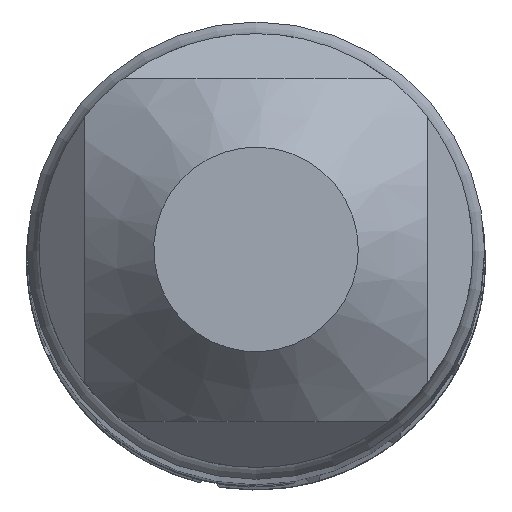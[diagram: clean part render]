
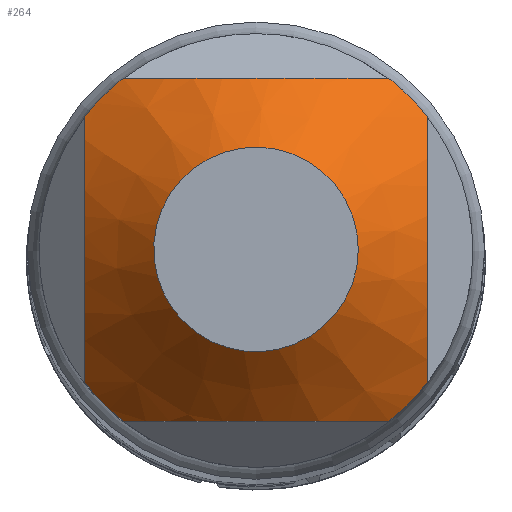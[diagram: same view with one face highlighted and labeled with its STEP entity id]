
A CAD part, top view. The second image highlights one B-rep face of the part: STEP entity #264.
In plain terms, the highlighted conical face has half-angle 45 degrees and reference radius 1000 mm.
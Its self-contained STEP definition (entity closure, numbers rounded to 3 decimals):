
#156=CONICAL_SURFACE('',#3263,1000.,45.);
#245=FACE_BOUND('',#630,.T.);
#246=FACE_BOUND('',#631,.T.);
#264=ADVANCED_FACE('NONE',(#245,#246),#156,.T.);
#630=EDGE_LOOP('',(#821,#822,#823,#824,#825,#826,#827,#828));
#631=EDGE_LOOP('',(#829));
#821=ORIENTED_EDGE('',*,*,#2200,.F.);
#822=ORIENTED_EDGE('',*,*,#2201,.T.);
#823=ORIENTED_EDGE('',*,*,#2202,.F.);
#824=ORIENTED_EDGE('',*,*,#2203,.T.);
#825=ORIENTED_EDGE('',*,*,#2204,.F.);
#826=ORIENTED_EDGE('',*,*,#2205,.T.);
#827=ORIENTED_EDGE('',*,*,#2206,.F.);
#828=ORIENTED_EDGE('',*,*,#2207,.T.);
#829=ORIENTED_EDGE('',*,*,#2199,.T.);
#1852=VERTEX_POINT('',#3842);
#1853=VERTEX_POINT('',#3857);
#1854=VERTEX_POINT('',#3858);
#1855=VERTEX_POINT('',#3860);
#1856=VERTEX_POINT('',#3874);
#1857=VERTEX_POINT('',#3876);
#1858=VERTEX_POINT('',#3890);
#1859=VERTEX_POINT('',#3892);
#1860=VERTEX_POINT('',#3906);
#2199=EDGE_CURVE('NONE',#1852,#1852,#2715,.T.);
#2200=EDGE_CURVE('NONE',#1853,#1854,#2743,.T.);
#2201=EDGE_CURVE('NONE',#1853,#1855,#2716,.T.);
#2202=EDGE_CURVE('NONE',#1856,#1855,#2744,.T.);
#2203=EDGE_CURVE('NONE',#1856,#1857,#2717,.T.);
#2204=EDGE_CURVE('NONE',#1858,#1857,#2745,.T.);
#2205=EDGE_CURVE('NONE',#1858,#1859,#2718,.T.);
#2206=EDGE_CURVE('NONE',#1860,#1859,#2746,.T.);
#2207=EDGE_CURVE('NONE',#1860,#1854,#2719,.T.);
#2715=CIRCLE('',#3257,1.25);
#2716=CIRCLE('',#3259,2.65);
#2717=CIRCLE('',#3260,2.65);
#2718=CIRCLE('',#3261,2.65);
#2719=CIRCLE('',#3262,2.65);
#2743=B_SPLINE_CURVE_WITH_KNOTS('',3,(#3844,#3845,#3846,#3847,#3848,#3849,
#3850,#3851,#3852,#3853,#3854,#3855,#3856),.UNSPECIFIED.,.F.,.F.,(4,3,3,
3,4),(0.,0.322,0.541,0.759,1.),
 .UNSPECIFIED.);
#2744=B_SPLINE_CURVE_WITH_KNOTS('',3,(#3861,#3862,#3863,#3864,#3865,#3866,
#3867,#3868,#3869,#3870,#3871,#3872,#3873),.UNSPECIFIED.,.F.,.F.,(4,3,3,
3,4),(0.,0.322,0.541,0.759,1.),
 .UNSPECIFIED.);
#2745=B_SPLINE_CURVE_WITH_KNOTS('',3,(#3877,#3878,#3879,#3880,#3881,#3882,
#3883,#3884,#3885,#3886,#3887,#3888,#3889),.UNSPECIFIED.,.F.,.F.,(4,3,3,
3,4),(0.,0.322,0.541,0.759,1.),
 .UNSPECIFIED.);
#2746=B_SPLINE_CURVE_WITH_KNOTS('',3,(#3893,#3894,#3895,#3896,#3897,#3898,
#3899,#3900,#3901,#3902,#3903,#3904,#3905),.UNSPECIFIED.,.F.,.F.,(4,3,3,
3,4),(0.,0.322,0.541,0.759,1.),
 .UNSPECIFIED.);
#3257=AXIS2_PLACEMENT_3D('',#3841,#3448,#3449);
#3259=AXIS2_PLACEMENT_3D('',#3859,#3452,#3453);
#3260=AXIS2_PLACEMENT_3D('',#3875,#3454,#3455);
#3261=AXIS2_PLACEMENT_3D('',#3891,#3456,#3457);
#3262=AXIS2_PLACEMENT_3D('',#3907,#3458,#3459);
#3263=AXIS2_PLACEMENT_3D('',#3908,#3460,#3461);
#3448=DIRECTION('',(0.,0.,-1.));
#3449=DIRECTION('',(1.,0.,0.));
#3452=DIRECTION('',(0.,0.,1.));
#3453=DIRECTION('',(0.,1.,0.));
#3454=DIRECTION('',(0.,0.,1.));
#3455=DIRECTION('',(0.,1.,0.));
#3456=DIRECTION('',(0.,0.,1.));
#3457=DIRECTION('',(0.,1.,0.));
#3458=DIRECTION('',(0.,0.,1.));
#3459=DIRECTION('',(0.,1.,0.));
#3460=DIRECTION('',(0.,0.,-1.));
#3461=DIRECTION('',(0.,1.,0.));
#3841=CARTESIAN_POINT('',(0.,0.,0.));
#3842=CARTESIAN_POINT('',(1.25,0.,0.));
#3844=CARTESIAN_POINT('',(1.622,-2.096,-1.4));
#3845=CARTESIAN_POINT('',(1.306,-2.096,-1.206));
#3846=CARTESIAN_POINT('',(0.969,-2.096,-1.033));
#3847=CARTESIAN_POINT('',(0.612,-2.096,-0.933));
#3848=CARTESIAN_POINT('',(0.37,-2.096,-0.865));
#3849=CARTESIAN_POINT('',(0.113,-2.096,-0.834));
#3850=CARTESIAN_POINT('',(-0.138,-2.096,-0.85));
#3851=CARTESIAN_POINT('',(-0.389,-2.096,-0.867));
#3852=CARTESIAN_POINT('',(-0.638,-2.096,-0.93));
#3853=CARTESIAN_POINT('',(-0.873,-2.096,-1.02));
#3854=CARTESIAN_POINT('',(-1.134,-2.096,-1.121));
#3855=CARTESIAN_POINT('',(-1.383,-2.096,-1.254));
#3856=CARTESIAN_POINT('',(-1.622,-2.096,-1.4));
#3857=CARTESIAN_POINT('',(1.622,-2.096,-1.4));
#3858=CARTESIAN_POINT('',(-1.622,-2.096,-1.4));
#3859=CARTESIAN_POINT('',(0.,0.,-1.4));
#3860=CARTESIAN_POINT('',(2.096,-1.622,-1.4));
#3861=CARTESIAN_POINT('',(2.096,1.622,-1.4));
#3862=CARTESIAN_POINT('',(2.096,1.306,-1.206));
#3863=CARTESIAN_POINT('',(2.096,0.969,-1.033));
#3864=CARTESIAN_POINT('',(2.096,0.612,-0.933));
#3865=CARTESIAN_POINT('',(2.096,0.37,-0.865));
#3866=CARTESIAN_POINT('',(2.096,0.113,-0.834));
#3867=CARTESIAN_POINT('',(2.096,-0.138,-0.85));
#3868=CARTESIAN_POINT('',(2.096,-0.389,-0.867));
#3869=CARTESIAN_POINT('',(2.096,-0.638,-0.93));
#3870=CARTESIAN_POINT('',(2.096,-0.873,-1.02));
#3871=CARTESIAN_POINT('',(2.096,-1.134,-1.121));
#3872=CARTESIAN_POINT('',(2.096,-1.383,-1.254));
#3873=CARTESIAN_POINT('',(2.096,-1.622,-1.4));
#3874=CARTESIAN_POINT('',(2.096,1.622,-1.4));
#3875=CARTESIAN_POINT('',(0.,0.,-1.4));
#3876=CARTESIAN_POINT('',(1.622,2.096,-1.4));
#3877=CARTESIAN_POINT('',(-1.622,2.096,-1.4));
#3878=CARTESIAN_POINT('',(-1.306,2.096,-1.206));
#3879=CARTESIAN_POINT('',(-0.969,2.096,-1.033));
#3880=CARTESIAN_POINT('',(-0.612,2.096,-0.933));
#3881=CARTESIAN_POINT('',(-0.37,2.096,-0.865));
#3882=CARTESIAN_POINT('',(-0.113,2.096,-0.834));
#3883=CARTESIAN_POINT('',(0.138,2.096,-0.85));
#3884=CARTESIAN_POINT('',(0.389,2.096,-0.867));
#3885=CARTESIAN_POINT('',(0.638,2.096,-0.93));
#3886=CARTESIAN_POINT('',(0.873,2.096,-1.02));
#3887=CARTESIAN_POINT('',(1.134,2.096,-1.121));
#3888=CARTESIAN_POINT('',(1.383,2.096,-1.254));
#3889=CARTESIAN_POINT('',(1.622,2.096,-1.4));
#3890=CARTESIAN_POINT('',(-1.622,2.096,-1.4));
#3891=CARTESIAN_POINT('',(0.,0.,-1.4));
#3892=CARTESIAN_POINT('',(-2.096,1.622,-1.4));
#3893=CARTESIAN_POINT('',(-2.096,-1.622,-1.4));
#3894=CARTESIAN_POINT('',(-2.096,-1.306,-1.206));
#3895=CARTESIAN_POINT('',(-2.096,-0.969,-1.033));
#3896=CARTESIAN_POINT('',(-2.096,-0.612,-0.933));
#3897=CARTESIAN_POINT('',(-2.096,-0.37,-0.865));
#3898=CARTESIAN_POINT('',(-2.096,-0.113,-0.834));
#3899=CARTESIAN_POINT('',(-2.096,0.138,-0.85));
#3900=CARTESIAN_POINT('',(-2.096,0.389,-0.867));
#3901=CARTESIAN_POINT('',(-2.095,0.638,-0.93));
#3902=CARTESIAN_POINT('',(-2.095,0.873,-1.02));
#3903=CARTESIAN_POINT('',(-2.095,1.134,-1.121));
#3904=CARTESIAN_POINT('',(-2.095,1.383,-1.254));
#3905=CARTESIAN_POINT('',(-2.095,1.622,-1.4));
#3906=CARTESIAN_POINT('',(-2.096,-1.622,-1.4));
#3907=CARTESIAN_POINT('',(0.,0.,-1.4));
#3908=CARTESIAN_POINT('',(0.,0.,-998.75));
